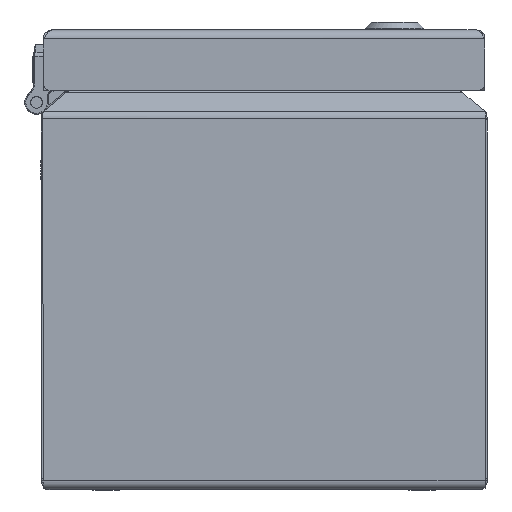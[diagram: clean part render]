
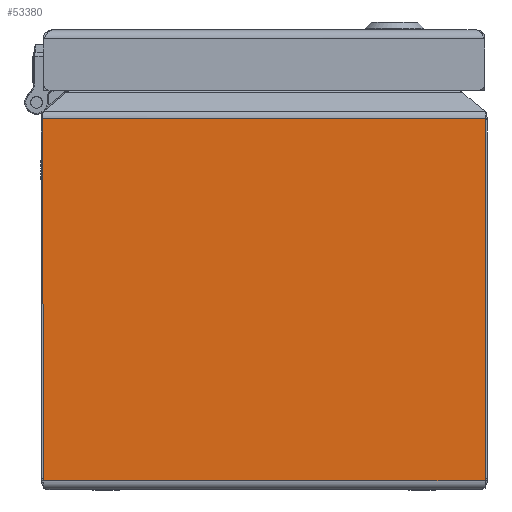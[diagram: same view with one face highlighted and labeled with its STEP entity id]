
A CAD part, front view. The second image highlights one B-rep face of the part: STEP entity #53380.
In plain terms, the highlighted planar face has unit normal (0, -1, 0).
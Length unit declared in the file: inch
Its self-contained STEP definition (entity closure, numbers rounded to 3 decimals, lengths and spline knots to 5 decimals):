
#14585 = CARTESIAN_POINT ( 'NONE',  ( 2.97147, -4., 0.12 ) ) ;
#15081 = ORIENTED_EDGE ( 'NONE', *, *, #122975, .T. ) ;
#15449 = VECTOR ( 'NONE', #78953, 39.37008 ) ;
#18581 = EDGE_CURVE ( 'NONE', #37484, #31635, #49218, .T. ) ;
#18830 = DIRECTION ( 'NONE',  ( 0., 0., -1. ) ) ;
#31635 = VERTEX_POINT ( 'NONE', #60451 ) ;
#32199 = CARTESIAN_POINT ( 'NONE',  ( 2.97966, -4., 4.99304 ) ) ;
#32885 = CARTESIAN_POINT ( 'NONE',  ( -3., -4., 0. ) ) ;
#37484 = VERTEX_POINT ( 'NONE', #111348 ) ;
#38215 = DIRECTION ( 'NONE',  ( -0.002, 0., -1. ) ) ;
#48311 = VECTOR ( 'NONE', #181480, 39.37008 ) ;
#49218 = LINE ( 'NONE', #65185, #113237 ) ;
#52897 = VERTEX_POINT ( 'NONE', #32199 ) ;
#53380 = ADVANCED_FACE ( 'NONE', ( #175771 ), #176673, .T. ) ;
#60451 = CARTESIAN_POINT ( 'NONE',  ( -2.97147, -4., 0.12 ) ) ;
#65185 = CARTESIAN_POINT ( 'NONE',  ( -2.97557, -4., 2.55652 ) ) ;
#78953 = DIRECTION ( 'NONE',  ( -1., 0., 0. ) ) ;
#82693 = LINE ( 'NONE', #110862, #15449 ) ;
#96953 = EDGE_LOOP ( 'NONE', ( #103799, #179789, #15081, #104969 ) ) ;
#103799 = ORIENTED_EDGE ( 'NONE', *, *, #119755, .F. ) ;
#104969 = ORIENTED_EDGE ( 'NONE', *, *, #18581, .T. ) ;
#109220 = EDGE_CURVE ( 'NONE', #52897, #163116, #138746, .T. ) ;
#110862 = CARTESIAN_POINT ( 'NONE',  ( -3., -4., 0.12 ) ) ;
#111348 = CARTESIAN_POINT ( 'NONE',  ( -2.97966, -4., 4.99304 ) ) ;
#113237 = VECTOR ( 'NONE', #137484, 39.37008 ) ;
#119755 = EDGE_CURVE ( 'NONE', #163116, #31635, #82693, .T. ) ;
#122331 = CARTESIAN_POINT ( 'NONE',  ( -3., -4., 4.99304 ) ) ;
#122975 = EDGE_CURVE ( 'NONE', #52897, #37484, #152333, .T. ) ;
#133354 = AXIS2_PLACEMENT_3D ( 'NONE', #32885, #147549, #18830 ) ;
#137484 = DIRECTION ( 'NONE',  ( 0.002, 0., -1. ) ) ;
#138746 = LINE ( 'NONE', #178240, #141980 ) ;
#141980 = VECTOR ( 'NONE', #38215, 39.37008 ) ;
#147549 = DIRECTION ( 'NONE',  ( 0., -1., 0. ) ) ;
#152333 = LINE ( 'NONE', #122331, #48311 ) ;
#163116 = VERTEX_POINT ( 'NONE', #14585 ) ;
#175771 = FACE_OUTER_BOUND ( 'NONE', #96953, .T. ) ;
#176673 = PLANE ( 'NONE',  #133354 ) ;
#178240 = CARTESIAN_POINT ( 'NONE',  ( 2.97557, -4., 2.55652 ) ) ;
#179789 = ORIENTED_EDGE ( 'NONE', *, *, #109220, .F. ) ;
#181480 = DIRECTION ( 'NONE',  ( -1., 0., 0. ) ) ;
